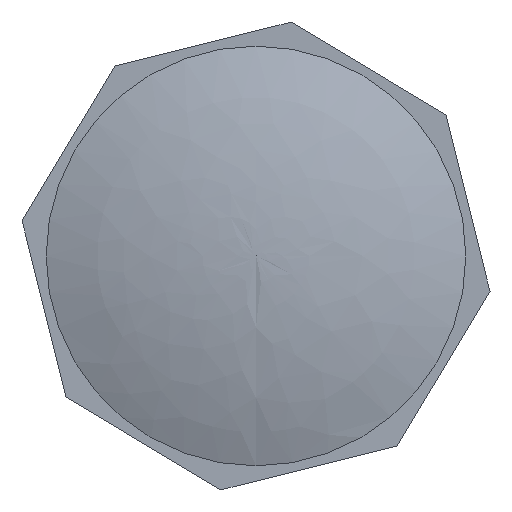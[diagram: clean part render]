
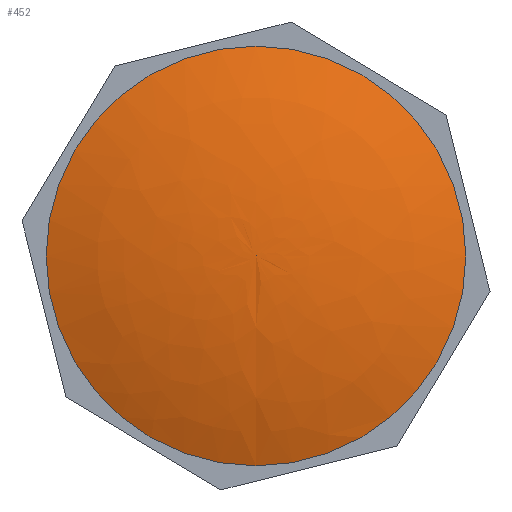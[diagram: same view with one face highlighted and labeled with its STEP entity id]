
A CAD part, left-side view. The second image highlights one B-rep face of the part: STEP entity #452.
In plain terms, the highlighted free-form (B-spline) face has degree [2, 2] with [3, 9] control points.
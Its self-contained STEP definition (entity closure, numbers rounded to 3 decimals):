
#42=(
BOUNDED_CURVE()
B_SPLINE_CURVE(2,(#703,#704,#705),.UNSPECIFIED.,.F.,.F.)
B_SPLINE_CURVE_WITH_KNOTS((3,3),(-1.574,-1.217),
 .UNSPECIFIED.)
CURVE()
GEOMETRIC_REPRESENTATION_ITEM()
RATIONAL_B_SPLINE_CURVE((1.,0.984,1.))
REPRESENTATION_ITEM('')
);
#44=(
BOUNDED_SURFACE()
B_SPLINE_SURFACE(2,2,((#675,#676,#677,#678,#679,#680,#681,#682,#683),(#684,
#685,#686,#687,#688,#689,#690,#691,#692),(#693,#694,#695,#696,#697,#698,
#699,#700,#701)),.UNSPECIFIED.,.F.,.T.,.F.)
B_SPLINE_SURFACE_WITH_KNOTS((3,3),(3,2,2,2,3),(1.217,1.574),
(-3.142,-1.571,0.,1.571,3.142),
 .UNSPECIFIED.)
GEOMETRIC_REPRESENTATION_ITEM()
RATIONAL_B_SPLINE_SURFACE(((1.,0.707,1.,0.707,1.,
0.707,1.,0.707,1.),(0.984,0.696,
0.984,0.696,0.984,0.696,
0.984,0.696,0.984),(1.,0.707,
1.,0.707,1.,0.707,1.,0.707,1.)))
REPRESENTATION_ITEM('')
SURFACE()
);
#69=CIRCLE('',#490,36.);
#70=CIRCLE('',#491,36.);
#95=FACE_OUTER_BOUND('',#131,.T.);
#131=EDGE_LOOP('',(#364,#365,#366,#367));
#220=VERTEX_POINT('',#671);
#221=VERTEX_POINT('',#672);
#222=VERTEX_POINT('',#702);
#273=EDGE_CURVE('',#220,#221,#69,.T.);
#274=EDGE_CURVE('',#221,#220,#70,.T.);
#275=EDGE_CURVE('',#222,#221,#42,.T.);
#364=ORIENTED_EDGE('',*,*,#275,.T.);
#365=ORIENTED_EDGE('',*,*,#274,.T.);
#366=ORIENTED_EDGE('',*,*,#273,.T.);
#367=ORIENTED_EDGE('',*,*,#275,.F.);
#452=ADVANCED_FACE('',(#95),#44,.F.);
#490=AXIS2_PLACEMENT_3D('',#673,#573,#574);
#491=AXIS2_PLACEMENT_3D('',#674,#575,#576);
#573=DIRECTION('center_axis',(-1.,0.,0.));
#574=DIRECTION('ref_axis',(0.,0.,1.));
#575=DIRECTION('center_axis',(-1.,0.,0.));
#576=DIRECTION('ref_axis',(0.,0.,1.));
#671=CARTESIAN_POINT('',(-35.004,-36.,0.));
#672=CARTESIAN_POINT('',(-35.004,0.,-36.));
#673=CARTESIAN_POINT('Origin',(-35.004,0.,0.));
#674=CARTESIAN_POINT('Origin',(-35.004,0.,0.));
#675=CARTESIAN_POINT('Ctrl Pts',(-35.004,0.,-36.));
#676=CARTESIAN_POINT('Ctrl Pts',(-35.004,-36.,-36.));
#677=CARTESIAN_POINT('Ctrl Pts',(-35.004,-36.,0.));
#678=CARTESIAN_POINT('Ctrl Pts',(-35.004,-36.,36.));
#679=CARTESIAN_POINT('Ctrl Pts',(-35.004,0.,36.));
#680=CARTESIAN_POINT('Ctrl Pts',(-35.004,36.,36.));
#681=CARTESIAN_POINT('Ctrl Pts',(-35.004,36.,0.));
#682=CARTESIAN_POINT('Ctrl Pts',(-35.004,36.,-36.));
#683=CARTESIAN_POINT('Ctrl Pts',(-35.004,0.,-36.));
#684=CARTESIAN_POINT('Ctrl Pts',(-41.442,0.,-18.576));
#685=CARTESIAN_POINT('Ctrl Pts',(-41.442,-18.576,-18.576));
#686=CARTESIAN_POINT('Ctrl Pts',(-41.442,-18.576,0.));
#687=CARTESIAN_POINT('Ctrl Pts',(-41.442,-18.576,18.576));
#688=CARTESIAN_POINT('Ctrl Pts',(-41.442,0.,18.576));
#689=CARTESIAN_POINT('Ctrl Pts',(-41.442,18.576,18.576));
#690=CARTESIAN_POINT('Ctrl Pts',(-41.442,18.576,0.));
#691=CARTESIAN_POINT('Ctrl Pts',(-41.442,18.576,-18.576));
#692=CARTESIAN_POINT('Ctrl Pts',(-41.442,0.,-18.576));
#693=CARTESIAN_POINT('Ctrl Pts',(-41.388,0.,0.));
#694=CARTESIAN_POINT('Ctrl Pts',(-41.388,0.,
0.));
#695=CARTESIAN_POINT('Ctrl Pts',(-41.388,0.,
0.));
#696=CARTESIAN_POINT('Ctrl Pts',(-41.388,0.,
0.));
#697=CARTESIAN_POINT('Ctrl Pts',(-41.388,0.,0.));
#698=CARTESIAN_POINT('Ctrl Pts',(-41.388,0.,
0.));
#699=CARTESIAN_POINT('Ctrl Pts',(-41.388,0.,
0.));
#700=CARTESIAN_POINT('Ctrl Pts',(-41.388,0.,
0.));
#701=CARTESIAN_POINT('Ctrl Pts',(-41.388,0.,0.));
#702=CARTESIAN_POINT('',(-41.388,0.,0.));
#703=CARTESIAN_POINT('Ctrl Pts',(-41.388,0.,0.));
#704=CARTESIAN_POINT('Ctrl Pts',(-41.442,0.,-18.576));
#705=CARTESIAN_POINT('Ctrl Pts',(-35.004,0.,-36.));
